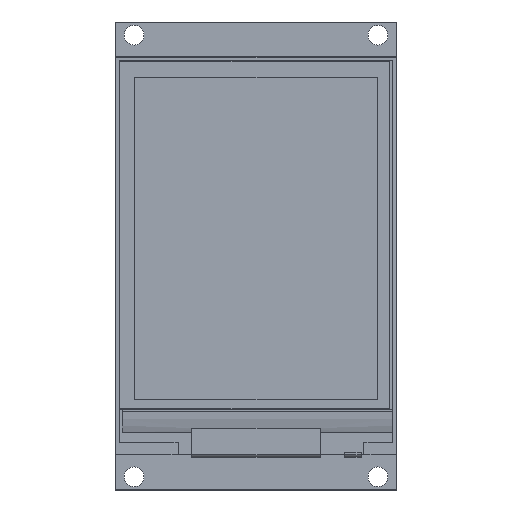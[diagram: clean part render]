
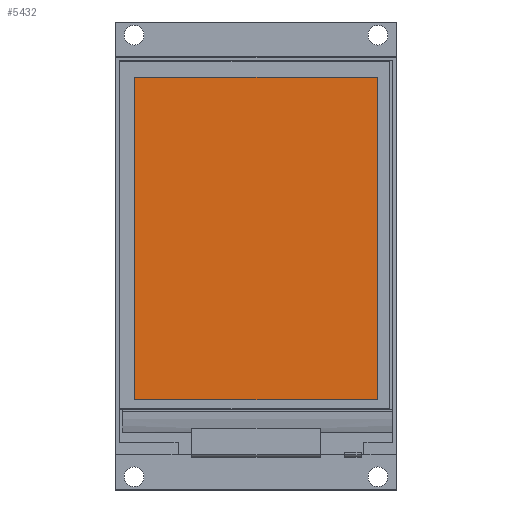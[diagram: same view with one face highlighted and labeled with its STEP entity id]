
A CAD part, top view. The second image highlights one B-rep face of the part: STEP entity #5432.
In plain terms, the highlighted planar face has unit normal (0, 0, 1).
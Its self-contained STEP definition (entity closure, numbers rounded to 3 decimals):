
#5342 = VERTEX_POINT('',#5343);
#5343 = CARTESIAN_POINT('',(18.36,-21.815,2.223));
#5349 = EDGE_CURVE('',#5342,#5350,#5352,.T.);
#5350 = VERTEX_POINT('',#5351);
#5351 = CARTESIAN_POINT('',(-18.36,-21.815,2.223));
#5352 = LINE('',#5353,#5354);
#5353 = CARTESIAN_POINT('',(18.36,-21.815,2.223));
#5354 = VECTOR('',#5355,1.);
#5355 = DIRECTION('',(-1.,0.,0.));
#5373 = EDGE_CURVE('',#5350,#5374,#5376,.T.);
#5374 = VERTEX_POINT('',#5375);
#5375 = CARTESIAN_POINT('',(-18.36,27.145,2.223));
#5376 = LINE('',#5377,#5378);
#5377 = CARTESIAN_POINT('',(-18.36,-21.815,2.223));
#5378 = VECTOR('',#5379,1.);
#5379 = DIRECTION('',(0.,1.,0.));
#5397 = EDGE_CURVE('',#5374,#5398,#5400,.T.);
#5398 = VERTEX_POINT('',#5399);
#5399 = CARTESIAN_POINT('',(18.36,27.145,2.223));
#5400 = LINE('',#5401,#5402);
#5401 = CARTESIAN_POINT('',(-18.36,27.145,2.223));
#5402 = VECTOR('',#5403,1.);
#5403 = DIRECTION('',(1.,0.,0.));
#5421 = EDGE_CURVE('',#5398,#5342,#5422,.T.);
#5422 = LINE('',#5423,#5424);
#5423 = CARTESIAN_POINT('',(18.36,27.145,2.223));
#5424 = VECTOR('',#5425,1.);
#5425 = DIRECTION('',(0.,-1.,0.));
#5432 = ADVANCED_FACE('',(#5433),#5439,.F.);
#5433 = FACE_BOUND('',#5434,.T.);
#5434 = EDGE_LOOP('',(#5435,#5436,#5437,#5438));
#5435 = ORIENTED_EDGE('',*,*,#5349,.F.);
#5436 = ORIENTED_EDGE('',*,*,#5421,.F.);
#5437 = ORIENTED_EDGE('',*,*,#5397,.F.);
#5438 = ORIENTED_EDGE('',*,*,#5373,.F.);
#5439 = PLANE('',#5440);
#5440 = AXIS2_PLACEMENT_3D('',#5441,#5442,#5443);
#5441 = CARTESIAN_POINT('',(0.,0.,2.223));
#5442 = DIRECTION('',(0.,0.,-1.));
#5443 = DIRECTION('',(-1.,0.,0.));
